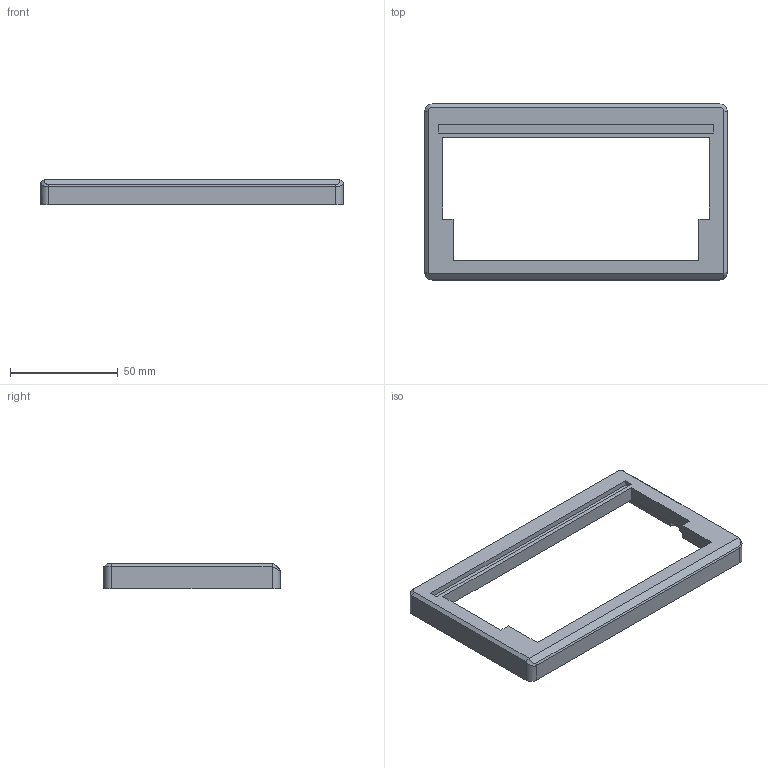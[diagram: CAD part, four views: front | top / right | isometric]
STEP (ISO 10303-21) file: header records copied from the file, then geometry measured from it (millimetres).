
FILE_DESCRIPTION(/* description */ ('STEP AP242','CAx-IF Rec.Pracs.---Representation and Presentation of Product Manufacturing Information (PMI)---4.0---2014-10-13','CAx-IF Rec.Pracs.---3D Tessellated Geometry---0.4---2014-09-14','2;1'),/* implementation_level */ '2;1');
FILE_NAME(/* name */ 'Case - Topcase',/* time_stamp */ '2024-11-07T11:18:50Z',/* author */ (''),/* organization */ (''),/* preprocessor_version */ 'ST-DEVELOPER v20',/* originating_system */ 'ONSHAPE BY PTC INC, 1.189',/* authorisation */ ' ');
FILE_SCHEMA (('AP242_MANAGED_MODEL_BASED_3D_ENGINEERING_MIM_LF { 1 0 10303 442 1 1 4 }'));
Length unit declared in the file: metre
Products named in the file (1): Topcase
Bounding box: 140.5 x 81.8 x 12 mm (x, y, z)
Volume: 38325.2 mm3; surface area: 19521.8 mm2
Topology: 1 solids, 1 shells, 76 faces, 181 edges, 119 vertices
Faces by surface type: plane 47, cylinder 25, cone 2, bspline 2
Full cylindrical faces by diameter (mm): 3.2 x10
Entity records: 2251 total; most frequent: CARTESIAN_POINT 475, DIRECTION 360, ORIENTED_EDGE 342, EDGE_CURVE 171, AXIS2_PLACEMENT_3D 125, VERTEX_POINT 119, LINE 110, VECTOR 110
